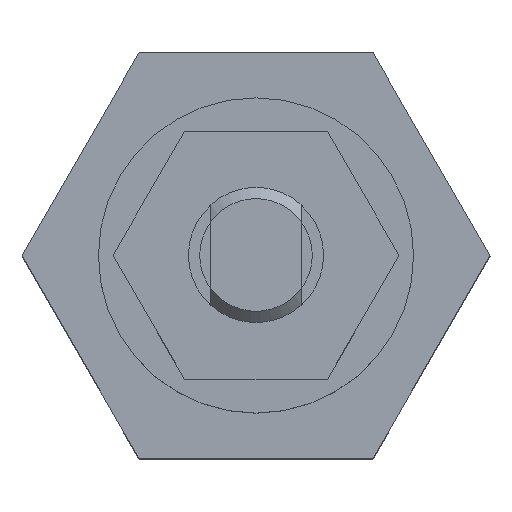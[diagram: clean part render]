
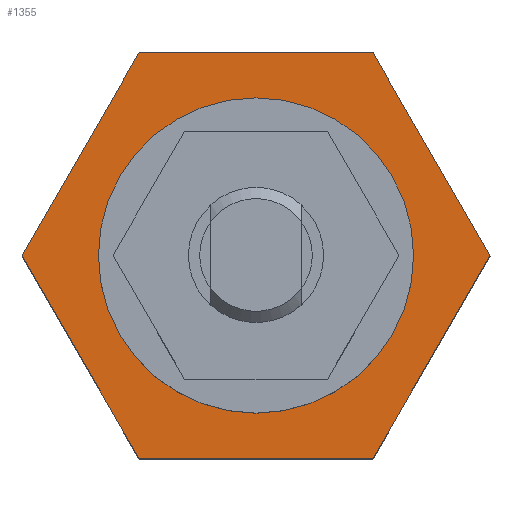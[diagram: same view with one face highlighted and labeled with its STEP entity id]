
A CAD part, top view. The second image highlights one B-rep face of the part: STEP entity #1355.
In plain terms, the highlighted planar face has unit normal (0, 0, 1).
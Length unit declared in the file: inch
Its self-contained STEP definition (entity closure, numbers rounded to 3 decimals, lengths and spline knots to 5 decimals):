
#965=CARTESIAN_POINT('',(2.02733,-4.12591,2.625));
#966=VERTEX_POINT('',#965);
#975=CARTESIAN_POINT('',(1.15233,-4.12591,2.625));
#976=VERTEX_POINT('',#975);
#977=CARTESIAN_POINT('',(1.58983,-4.12591,2.625));
#978=DIRECTION('',(0.0,0.0,-1.0));
#979=DIRECTION('',(1.0,0.0,0.0));
#980=AXIS2_PLACEMENT_3D('',#977,#978,#979);
#981=CIRCLE('',#980,0.4375);
#982=EDGE_CURVE('',#976,#966,#981,.T.);
#1142=CARTESIAN_POINT('',(1.58983,-4.12591,2.625));
#1143=DIRECTION('',(0.0,0.0,-1.0));
#1144=DIRECTION('',(1.0,0.0,0.0));
#1145=AXIS2_PLACEMENT_3D('',#1142,#1143,#1144);
#1146=CIRCLE('',#1145,0.4375);
#1147=EDGE_CURVE('',#966,#976,#1146,.T.);
#1296=CARTESIAN_POINT('',(1.58983,-4.12591,2.625));
#1297=DIRECTION('',(0.0,0.0,-1.0));
#1298=DIRECTION('',(-1.0,0.0,0.0));
#1299=AXIS2_PLACEMENT_3D('',#1296,#1297,#1298);
#1300=PLANE('',#1299);
#1301=CARTESIAN_POINT('',(1.26508,-3.56341,2.625));
#1302=VERTEX_POINT('',#1301);
#1303=CARTESIAN_POINT('',(0.94032,-4.12591,2.625));
#1304=VERTEX_POINT('',#1303);
#1305=CARTESIAN_POINT('',(1.26508,-3.56341,2.625));
#1306=DIRECTION('',(-0.5,-0.866,0.0));
#1307=VECTOR('',#1306,0.64952);
#1308=LINE('',#1305,#1307);
#1309=EDGE_CURVE('',#1302,#1304,#1308,.T.);
#1310=ORIENTED_EDGE('',*,*,#1309,.T.);
#1311=CARTESIAN_POINT('',(1.26508,-4.68841,2.625));
#1312=VERTEX_POINT('',#1311);
#1313=CARTESIAN_POINT('',(0.94032,-4.12591,2.625));
#1314=DIRECTION('',(0.5,-0.866,0.0));
#1315=VECTOR('',#1314,0.64952);
#1316=LINE('',#1313,#1315);
#1317=EDGE_CURVE('',#1304,#1312,#1316,.T.);
#1318=ORIENTED_EDGE('',*,*,#1317,.T.);
#1319=CARTESIAN_POINT('',(1.91459,-4.68841,2.625));
#1320=VERTEX_POINT('',#1319);
#1321=CARTESIAN_POINT('',(1.26508,-4.68841,2.625));
#1322=DIRECTION('',(1.0,0.0,0.0));
#1323=VECTOR('',#1322,0.64952);
#1324=LINE('',#1321,#1323);
#1325=EDGE_CURVE('',#1312,#1320,#1324,.T.);
#1326=ORIENTED_EDGE('',*,*,#1325,.T.);
#1327=CARTESIAN_POINT('',(2.23935,-4.12591,2.625));
#1328=VERTEX_POINT('',#1327);
#1329=CARTESIAN_POINT('',(1.91459,-4.68841,2.625));
#1330=DIRECTION('',(0.5,0.866,0.0));
#1331=VECTOR('',#1330,0.64952);
#1332=LINE('',#1329,#1331);
#1333=EDGE_CURVE('',#1320,#1328,#1332,.T.);
#1334=ORIENTED_EDGE('',*,*,#1333,.T.);
#1335=CARTESIAN_POINT('',(1.91459,-3.56341,2.625));
#1336=VERTEX_POINT('',#1335);
#1337=CARTESIAN_POINT('',(2.23935,-4.12591,2.625));
#1338=DIRECTION('',(-0.5,0.866,0.0));
#1339=VECTOR('',#1338,0.64952);
#1340=LINE('',#1337,#1339);
#1341=EDGE_CURVE('',#1328,#1336,#1340,.T.);
#1342=ORIENTED_EDGE('',*,*,#1341,.T.);
#1343=CARTESIAN_POINT('',(1.91459,-3.56341,2.625));
#1344=DIRECTION('',(-1.0,0.0,0.0));
#1345=VECTOR('',#1344,0.64952);
#1346=LINE('',#1343,#1345);
#1347=EDGE_CURVE('',#1336,#1302,#1346,.T.);
#1348=ORIENTED_EDGE('',*,*,#1347,.T.);
#1349=EDGE_LOOP('',(#1310,#1318,#1326,#1334,#1342,#1348));
#1350=FACE_OUTER_BOUND('',#1349,.T.);
#1351=ORIENTED_EDGE('',*,*,#1147,.T.);
#1352=ORIENTED_EDGE('',*,*,#982,.T.);
#1353=EDGE_LOOP('',(#1351,#1352));
#1354=FACE_BOUND('',#1353,.T.);
#1355=ADVANCED_FACE('',(#1350,#1354),#1300,.F.);
